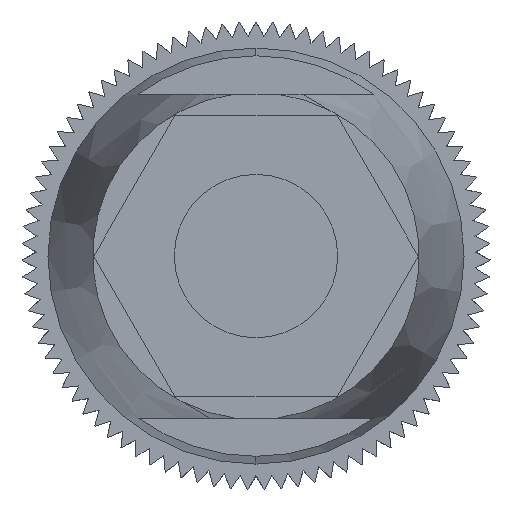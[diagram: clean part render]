
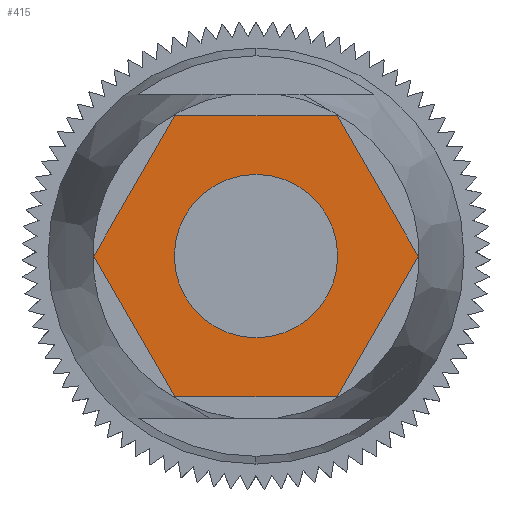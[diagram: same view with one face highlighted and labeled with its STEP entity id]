
A CAD part, front view. The second image highlights one B-rep face of the part: STEP entity #415.
In plain terms, the highlighted planar face has unit normal (0, -1, 0).
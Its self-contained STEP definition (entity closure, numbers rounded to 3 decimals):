
#415 = ADVANCED_FACE ( 'NONE', ( #25392, #13058 ), #13557, .F. ) ;
#1697 = CARTESIAN_POINT ( 'NONE',  ( 6.931, -54., 0. ) ) ;
#2296 = ORIENTED_EDGE ( 'NONE', *, *, #16974, .T. ) ;
#3130 = CARTESIAN_POINT ( 'NONE',  ( -6.931, -54., 0. ) ) ;
#3556 = DIRECTION ( 'NONE',  ( -0.5, 0., 0.866 ) ) ;
#3577 = LINE ( 'NONE', #13382, #10140 ) ;
#5021 = ORIENTED_EDGE ( 'NONE', *, *, #15299, .F. ) ;
#5297 = LINE ( 'NONE', #5744, #24213 ) ;
#5322 = EDGE_CURVE ( 'NONE', #18798, #20341, #8300, .T. ) ;
#5338 = VECTOR ( 'NONE', #3556, 1000. ) ;
#5560 = LINE ( 'NONE', #3130, #31052 ) ;
#5744 = CARTESIAN_POINT ( 'NONE',  ( 3.466, -54., -6.003 ) ) ;
#5979 = VERTEX_POINT ( 'NONE', #13726 ) ;
#6062 = AXIS2_PLACEMENT_3D ( 'NONE', #23497, #13668, #30947 ) ;
#6096 = LINE ( 'NONE', #18343, #5338 ) ;
#6488 = EDGE_CURVE ( 'NONE', #24377, #12831, #3577, .T. ) ;
#8163 = DIRECTION ( 'NONE',  ( 0.5, 0., 0.866 ) ) ;
#8300 = CIRCLE ( 'NONE', #15308, 3.49 ) ;
#8607 = VECTOR ( 'NONE', #20074, 1000. ) ;
#9416 = LINE ( 'NONE', #12688, #8607 ) ;
#9890 = VERTEX_POINT ( 'NONE', #18141 ) ;
#9944 = CARTESIAN_POINT ( 'NONE',  ( 3.466, -54., 6.003 ) ) ;
#10001 = ORIENTED_EDGE ( 'NONE', *, *, #31144, .T. ) ;
#10140 = VECTOR ( 'NONE', #28123, 1000. ) ;
#10669 = VERTEX_POINT ( 'NONE', #1697 ) ;
#11019 = CARTESIAN_POINT ( 'NONE',  ( 0., -54., 0. ) ) ;
#12688 = CARTESIAN_POINT ( 'NONE',  ( 3.466, -54., 6.003 ) ) ;
#12831 = VERTEX_POINT ( 'NONE', #19121 ) ;
#13044 = DIRECTION ( 'NONE',  ( 0., -1., 0. ) ) ;
#13058 = FACE_OUTER_BOUND ( 'NONE', #31542, .T. ) ;
#13382 = CARTESIAN_POINT ( 'NONE',  ( -3.466, -54., 6.003 ) ) ;
#13469 = DIRECTION ( 'NONE',  ( 0., 0., -1. ) ) ;
#13557 = PLANE ( 'NONE',  #6062 ) ;
#13668 = DIRECTION ( 'NONE',  ( 0., 1., 0. ) ) ;
#13725 = VERTEX_POINT ( 'NONE', #9944 ) ;
#13726 = CARTESIAN_POINT ( 'NONE',  ( 3.466, -54., -6.003 ) ) ;
#14572 = CARTESIAN_POINT ( 'NONE',  ( -3.466, -54., -6.003 ) ) ;
#15063 = CARTESIAN_POINT ( 'NONE',  ( 0., -54., 3.49 ) ) ;
#15299 = EDGE_CURVE ( 'NONE', #20341, #18798, #26699, .T. ) ;
#15308 = AXIS2_PLACEMENT_3D ( 'NONE', #11019, #28220, #13469 ) ;
#16502 = ORIENTED_EDGE ( 'NONE', *, *, #19930, .T. ) ;
#16884 = ORIENTED_EDGE ( 'NONE', *, *, #29534, .T. ) ;
#16974 = EDGE_CURVE ( 'NONE', #9890, #5979, #17603, .T. ) ;
#17037 = DIRECTION ( 'NONE',  ( 1., 0., 0. ) ) ;
#17603 = LINE ( 'NONE', #14572, #23393 ) ;
#18052 = DIRECTION ( 'NONE',  ( 0.5, 0., -0.866 ) ) ;
#18141 = CARTESIAN_POINT ( 'NONE',  ( -3.466, -54., -6.003 ) ) ;
#18343 = CARTESIAN_POINT ( 'NONE',  ( 6.931, -54., 0. ) ) ;
#18798 = VERTEX_POINT ( 'NONE', #25971 ) ;
#19121 = CARTESIAN_POINT ( 'NONE',  ( -6.931, -54., 0. ) ) ;
#19930 = EDGE_CURVE ( 'NONE', #10669, #13725, #6096, .T. ) ;
#20021 = ORIENTED_EDGE ( 'NONE', *, *, #5322, .F. ) ;
#20074 = DIRECTION ( 'NONE',  ( -1., 0., 0. ) ) ;
#20341 = VERTEX_POINT ( 'NONE', #15063 ) ;
#21444 = AXIS2_PLACEMENT_3D ( 'NONE', #27774, #13044, #30278 ) ;
#23393 = VECTOR ( 'NONE', #17037, 1000. ) ;
#23497 = CARTESIAN_POINT ( 'NONE',  ( 0., -54., 0. ) ) ;
#24213 = VECTOR ( 'NONE', #8163, 1000. ) ;
#24377 = VERTEX_POINT ( 'NONE', #26943 ) ;
#25392 = FACE_BOUND ( 'NONE', #27560, .T. ) ;
#25971 = CARTESIAN_POINT ( 'NONE',  ( 0., -54., -3.49 ) ) ;
#26699 = CIRCLE ( 'NONE', #21444, 3.49 ) ;
#26943 = CARTESIAN_POINT ( 'NONE',  ( -3.466, -54., 6.003 ) ) ;
#27560 = EDGE_LOOP ( 'NONE', ( #20021, #5021 ) ) ;
#27728 = ORIENTED_EDGE ( 'NONE', *, *, #6488, .T. ) ;
#27774 = CARTESIAN_POINT ( 'NONE',  ( 0., -54., 0. ) ) ;
#28123 = DIRECTION ( 'NONE',  ( -0.5, 0., -0.866 ) ) ;
#28220 = DIRECTION ( 'NONE',  ( 0., -1., 0. ) ) ;
#29534 = EDGE_CURVE ( 'NONE', #5979, #10669, #5297, .T. ) ;
#30278 = DIRECTION ( 'NONE',  ( 0., 0., -1. ) ) ;
#30439 = ORIENTED_EDGE ( 'NONE', *, *, #31017, .T. ) ;
#30947 = DIRECTION ( 'NONE',  ( 0., 0., 1. ) ) ;
#31017 = EDGE_CURVE ( 'NONE', #13725, #24377, #9416, .T. ) ;
#31052 = VECTOR ( 'NONE', #18052, 1000. ) ;
#31144 = EDGE_CURVE ( 'NONE', #12831, #9890, #5560, .T. ) ;
#31542 = EDGE_LOOP ( 'NONE', ( #27728, #10001, #2296, #16884, #16502, #30439 ) ) ;
